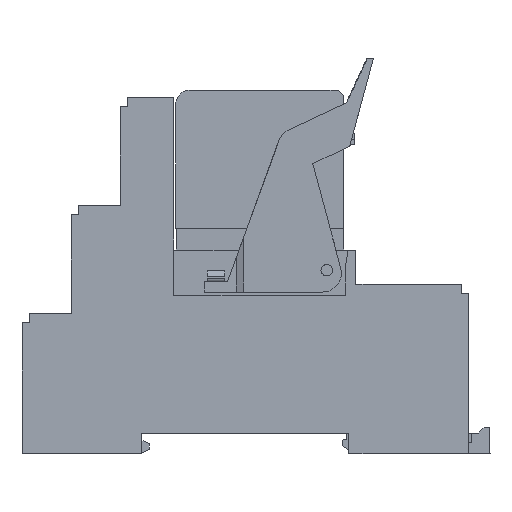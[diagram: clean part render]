
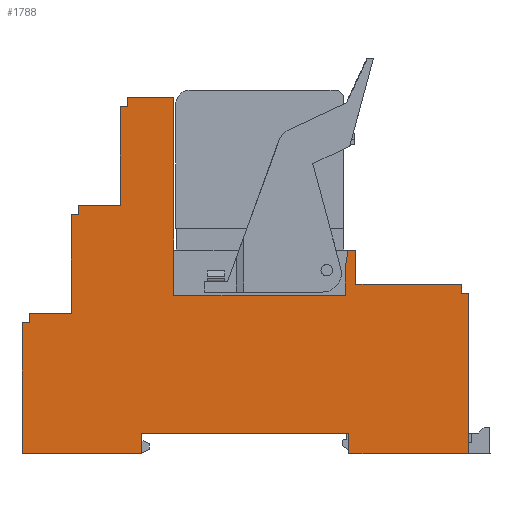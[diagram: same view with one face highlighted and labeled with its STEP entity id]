
A CAD part, left-side view. The second image highlights one B-rep face of the part: STEP entity #1788.
In plain terms, the highlighted planar face has unit normal (-1, 0, 0).
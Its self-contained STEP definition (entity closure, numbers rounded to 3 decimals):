
#1593=AXIS2_PLACEMENT_3D('Plane Axis2P3D',#1590,#1591,#1592) ;
#846=CARTESIAN_POINT('Vertex',(0.,24.322,34.85)) ;
#849=CARTESIAN_POINT('Line Origine',(0.,23.636,34.85)) ;
#853=CARTESIAN_POINT('Vertex',(0.,22.95,34.85)) ;
#1264=CARTESIAN_POINT('Vertex',(0.,54.15,61.)) ;
#1269=CARTESIAN_POINT('Line Origine',(0.,54.15,44.05)) ;
#1273=CARTESIAN_POINT('Vertex',(0.,54.15,27.1)) ;
#1574=CARTESIAN_POINT('Vertex',(0.,24.75,32.)) ;
#1577=CARTESIAN_POINT('Line Origine',(0.,24.536,33.425)) ;
#1590=CARTESIAN_POINT('Axis2P3D Location',(0.,0.,0.)) ;
#1595=CARTESIAN_POINT('Line Origine',(0.,24.15,1.75)) ;
#1599=CARTESIAN_POINT('Vertex',(0.,24.15,3.5)) ;
#1601=CARTESIAN_POINT('Vertex',(0.,24.15,0.)) ;
#1604=CARTESIAN_POINT('Line Origine',(0.,13.95,0.)) ;
#1608=CARTESIAN_POINT('Vertex',(0.,3.75,0.)) ;
#1611=CARTESIAN_POINT('Line Origine',(0.,3.75,13.7)) ;
#1615=CARTESIAN_POINT('Vertex',(0.,3.75,27.4)) ;
#1618=CARTESIAN_POINT('Line Origine',(0.,4.35,27.4)) ;
#1622=CARTESIAN_POINT('Vertex',(0.,4.95,27.4)) ;
#1625=CARTESIAN_POINT('Line Origine',(0.,4.95,28.2)) ;
#1629=CARTESIAN_POINT('Vertex',(0.,4.95,29.)) ;
#1632=CARTESIAN_POINT('Line Origine',(0.,13.95,29.)) ;
#1636=CARTESIAN_POINT('Vertex',(0.,22.95,29.)) ;
#1639=CARTESIAN_POINT('Line Origine',(0.,22.95,31.925)) ;
#1644=CARTESIAN_POINT('Line Origine',(0.,24.75,29.55)) ;
#1648=CARTESIAN_POINT('Vertex',(0.,24.75,27.1)) ;
#1651=CARTESIAN_POINT('Line Origine',(0.,39.45,27.1)) ;
#1656=CARTESIAN_POINT('Line Origine',(0.,58.15,61.)) ;
#1660=CARTESIAN_POINT('Vertex',(0.,62.15,61.)) ;
#1663=CARTESIAN_POINT('Line Origine',(0.,62.15,60.2)) ;
#1667=CARTESIAN_POINT('Vertex',(0.,62.15,59.4)) ;
#1670=CARTESIAN_POINT('Line Origine',(0.,62.75,59.4)) ;
#1674=CARTESIAN_POINT('Vertex',(0.,63.35,59.4)) ;
#1677=CARTESIAN_POINT('Line Origine',(0.,63.35,50.95)) ;
#1681=CARTESIAN_POINT('Vertex',(0.,63.35,42.5)) ;
#1684=CARTESIAN_POINT('Line Origine',(0.,66.95,42.5)) ;
#1688=CARTESIAN_POINT('Vertex',(0.,70.55,42.5)) ;
#1691=CARTESIAN_POINT('Line Origine',(0.,70.55,41.7)) ;
#1695=CARTESIAN_POINT('Vertex',(0.,70.55,40.9)) ;
#1698=CARTESIAN_POINT('Line Origine',(0.,71.15,40.9)) ;
#1702=CARTESIAN_POINT('Vertex',(0.,71.75,40.9)) ;
#1705=CARTESIAN_POINT('Line Origine',(0.,71.75,32.45)) ;
#1709=CARTESIAN_POINT('Vertex',(0.,71.75,24.)) ;
#1712=CARTESIAN_POINT('Line Origine',(0.,75.35,24.)) ;
#1716=CARTESIAN_POINT('Vertex',(0.,78.95,24.)) ;
#1719=CARTESIAN_POINT('Line Origine',(0.,78.95,23.2)) ;
#1723=CARTESIAN_POINT('Vertex',(0.,78.95,22.4)) ;
#1726=CARTESIAN_POINT('Line Origine',(0.,79.55,22.4)) ;
#1730=CARTESIAN_POINT('Vertex',(0.,80.15,22.4)) ;
#1733=CARTESIAN_POINT('Line Origine',(0.,80.15,11.2)) ;
#1737=CARTESIAN_POINT('Vertex',(0.,80.15,0.)) ;
#1740=CARTESIAN_POINT('Line Origine',(0.,69.95,0.)) ;
#1744=CARTESIAN_POINT('Vertex',(0.,59.75,0.)) ;
#1747=CARTESIAN_POINT('Line Origine',(0.,59.75,1.75)) ;
#1751=CARTESIAN_POINT('Vertex',(0.,59.75,3.5)) ;
#1754=CARTESIAN_POINT('Line Origine',(0.,41.95,3.5)) ;
#850=DIRECTION('Vector Direction',(0.,-1.,0.)) ;
#1270=DIRECTION('Vector Direction',(0.,0.,-1.)) ;
#1578=DIRECTION('Vector Direction',(0.,-0.148,0.989)) ;
#1591=DIRECTION('Axis2P3D Direction',(-1.,0.,0.)) ;
#1592=DIRECTION('Axis2P3D XDirection',(0.,-1.,0.)) ;
#1596=DIRECTION('Vector Direction',(0.,0.,1.)) ;
#1605=DIRECTION('Vector Direction',(0.,1.,0.)) ;
#1612=DIRECTION('Vector Direction',(0.,0.,-1.)) ;
#1619=DIRECTION('Vector Direction',(0.,-1.,0.)) ;
#1626=DIRECTION('Vector Direction',(0.,0.,-1.)) ;
#1633=DIRECTION('Vector Direction',(0.,-1.,0.)) ;
#1640=DIRECTION('Vector Direction',(0.,0.,-1.)) ;
#1645=DIRECTION('Vector Direction',(0.,0.,1.)) ;
#1652=DIRECTION('Vector Direction',(0.,-1.,0.)) ;
#1657=DIRECTION('Vector Direction',(0.,-1.,0.)) ;
#1664=DIRECTION('Vector Direction',(0.,0.,1.)) ;
#1671=DIRECTION('Vector Direction',(0.,-1.,0.)) ;
#1678=DIRECTION('Vector Direction',(0.,0.,1.)) ;
#1685=DIRECTION('Vector Direction',(0.,-1.,0.)) ;
#1692=DIRECTION('Vector Direction',(0.,0.,1.)) ;
#1699=DIRECTION('Vector Direction',(0.,-1.,0.)) ;
#1706=DIRECTION('Vector Direction',(0.,0.,1.)) ;
#1713=DIRECTION('Vector Direction',(0.,-1.,0.)) ;
#1720=DIRECTION('Vector Direction',(0.,0.,1.)) ;
#1727=DIRECTION('Vector Direction',(0.,-1.,0.)) ;
#1734=DIRECTION('Vector Direction',(0.,0.,1.)) ;
#1741=DIRECTION('Vector Direction',(0.,1.,0.)) ;
#1748=DIRECTION('Vector Direction',(0.,0.,-1.)) ;
#1755=DIRECTION('Vector Direction',(0.,1.,0.)) ;
#851=VECTOR('Line Direction',#850,1.) ;
#1271=VECTOR('Line Direction',#1270,1.) ;
#1579=VECTOR('Line Direction',#1578,1.) ;
#1597=VECTOR('Line Direction',#1596,1.) ;
#1606=VECTOR('Line Direction',#1605,1.) ;
#1613=VECTOR('Line Direction',#1612,1.) ;
#1620=VECTOR('Line Direction',#1619,1.) ;
#1627=VECTOR('Line Direction',#1626,1.) ;
#1634=VECTOR('Line Direction',#1633,1.) ;
#1641=VECTOR('Line Direction',#1640,1.) ;
#1646=VECTOR('Line Direction',#1645,1.) ;
#1653=VECTOR('Line Direction',#1652,1.) ;
#1658=VECTOR('Line Direction',#1657,1.) ;
#1665=VECTOR('Line Direction',#1664,1.) ;
#1672=VECTOR('Line Direction',#1671,1.) ;
#1679=VECTOR('Line Direction',#1678,1.) ;
#1686=VECTOR('Line Direction',#1685,1.) ;
#1693=VECTOR('Line Direction',#1692,1.) ;
#1700=VECTOR('Line Direction',#1699,1.) ;
#1707=VECTOR('Line Direction',#1706,1.) ;
#1714=VECTOR('Line Direction',#1713,1.) ;
#1721=VECTOR('Line Direction',#1720,1.) ;
#1728=VECTOR('Line Direction',#1727,1.) ;
#1735=VECTOR('Line Direction',#1734,1.) ;
#1742=VECTOR('Line Direction',#1741,1.) ;
#1749=VECTOR('Line Direction',#1748,1.) ;
#1756=VECTOR('Line Direction',#1755,1.) ;
#1760=ORIENTED_EDGE('',*,*,#1603,.T.) ;
#1761=ORIENTED_EDGE('',*,*,#1610,.T.) ;
#1762=ORIENTED_EDGE('',*,*,#1617,.T.) ;
#1763=ORIENTED_EDGE('',*,*,#1624,.T.) ;
#1764=ORIENTED_EDGE('',*,*,#1631,.T.) ;
#1765=ORIENTED_EDGE('',*,*,#1638,.T.) ;
#1766=ORIENTED_EDGE('',*,*,#1643,.T.) ;
#1767=ORIENTED_EDGE('',*,*,#855,.T.) ;
#1768=ORIENTED_EDGE('',*,*,#1581,.T.) ;
#1769=ORIENTED_EDGE('',*,*,#1650,.T.) ;
#1770=ORIENTED_EDGE('',*,*,#1655,.T.) ;
#1771=ORIENTED_EDGE('',*,*,#1275,.T.) ;
#1772=ORIENTED_EDGE('',*,*,#1662,.T.) ;
#1773=ORIENTED_EDGE('',*,*,#1669,.T.) ;
#1774=ORIENTED_EDGE('',*,*,#1676,.T.) ;
#1775=ORIENTED_EDGE('',*,*,#1683,.T.) ;
#1776=ORIENTED_EDGE('',*,*,#1690,.T.) ;
#1777=ORIENTED_EDGE('',*,*,#1697,.T.) ;
#1778=ORIENTED_EDGE('',*,*,#1704,.T.) ;
#1779=ORIENTED_EDGE('',*,*,#1711,.T.) ;
#1780=ORIENTED_EDGE('',*,*,#1718,.T.) ;
#1781=ORIENTED_EDGE('',*,*,#1725,.T.) ;
#1782=ORIENTED_EDGE('',*,*,#1732,.T.) ;
#1783=ORIENTED_EDGE('',*,*,#1739,.T.) ;
#1784=ORIENTED_EDGE('',*,*,#1746,.T.) ;
#1785=ORIENTED_EDGE('',*,*,#1753,.T.) ;
#1786=ORIENTED_EDGE('',*,*,#1758,.T.) ;
#1788=ADVANCED_FACE('DRIKIT',(#1787),#1594,.T.) ;
#855=EDGE_CURVE('',#854,#847,#852,.F.) ;
#1275=EDGE_CURVE('',#1274,#1265,#1272,.F.) ;
#1581=EDGE_CURVE('',#847,#1575,#1580,.F.) ;
#1603=EDGE_CURVE('',#1600,#1602,#1598,.F.) ;
#1610=EDGE_CURVE('',#1602,#1609,#1607,.F.) ;
#1617=EDGE_CURVE('',#1609,#1616,#1614,.F.) ;
#1624=EDGE_CURVE('',#1616,#1623,#1621,.F.) ;
#1631=EDGE_CURVE('',#1623,#1630,#1628,.F.) ;
#1638=EDGE_CURVE('',#1630,#1637,#1635,.F.) ;
#1643=EDGE_CURVE('',#1637,#854,#1642,.F.) ;
#1650=EDGE_CURVE('',#1575,#1649,#1647,.F.) ;
#1655=EDGE_CURVE('',#1649,#1274,#1654,.F.) ;
#1662=EDGE_CURVE('',#1265,#1661,#1659,.F.) ;
#1669=EDGE_CURVE('',#1661,#1668,#1666,.F.) ;
#1676=EDGE_CURVE('',#1668,#1675,#1673,.F.) ;
#1683=EDGE_CURVE('',#1675,#1682,#1680,.F.) ;
#1690=EDGE_CURVE('',#1682,#1689,#1687,.F.) ;
#1697=EDGE_CURVE('',#1689,#1696,#1694,.F.) ;
#1704=EDGE_CURVE('',#1696,#1703,#1701,.F.) ;
#1711=EDGE_CURVE('',#1703,#1710,#1708,.F.) ;
#1718=EDGE_CURVE('',#1710,#1717,#1715,.F.) ;
#1725=EDGE_CURVE('',#1717,#1724,#1722,.F.) ;
#1732=EDGE_CURVE('',#1724,#1731,#1729,.F.) ;
#1739=EDGE_CURVE('',#1731,#1738,#1736,.F.) ;
#1746=EDGE_CURVE('',#1738,#1745,#1743,.F.) ;
#1753=EDGE_CURVE('',#1745,#1752,#1750,.F.) ;
#1758=EDGE_CURVE('',#1752,#1600,#1757,.F.) ;
#1759=EDGE_LOOP('',(#1760,#1761,#1762,#1763,#1764,#1765,#1766,#1767,#1768,#1769,#1770,#1771,#1772,#1773,#1774,#1775,#1776,#1777,#1778,#1779,#1780,#1781,#1782,#1783,#1784,#1785,#1786)) ;
#1787=FACE_OUTER_BOUND('',#1759,.T.) ;
#852=LINE('Line',#849,#851) ;
#1272=LINE('Line',#1269,#1271) ;
#1580=LINE('Line',#1577,#1579) ;
#1598=LINE('Line',#1595,#1597) ;
#1607=LINE('Line',#1604,#1606) ;
#1614=LINE('Line',#1611,#1613) ;
#1621=LINE('Line',#1618,#1620) ;
#1628=LINE('Line',#1625,#1627) ;
#1635=LINE('Line',#1632,#1634) ;
#1642=LINE('Line',#1639,#1641) ;
#1647=LINE('Line',#1644,#1646) ;
#1654=LINE('Line',#1651,#1653) ;
#1659=LINE('Line',#1656,#1658) ;
#1666=LINE('Line',#1663,#1665) ;
#1673=LINE('Line',#1670,#1672) ;
#1680=LINE('Line',#1677,#1679) ;
#1687=LINE('Line',#1684,#1686) ;
#1694=LINE('Line',#1691,#1693) ;
#1701=LINE('Line',#1698,#1700) ;
#1708=LINE('Line',#1705,#1707) ;
#1715=LINE('Line',#1712,#1714) ;
#1722=LINE('Line',#1719,#1721) ;
#1729=LINE('Line',#1726,#1728) ;
#1736=LINE('Line',#1733,#1735) ;
#1743=LINE('Line',#1740,#1742) ;
#1750=LINE('Line',#1747,#1749) ;
#1757=LINE('Line',#1754,#1756) ;
#1594=PLANE('',#1593) ;
#847=VERTEX_POINT('',#846) ;
#854=VERTEX_POINT('',#853) ;
#1265=VERTEX_POINT('',#1264) ;
#1274=VERTEX_POINT('',#1273) ;
#1575=VERTEX_POINT('',#1574) ;
#1600=VERTEX_POINT('',#1599) ;
#1602=VERTEX_POINT('',#1601) ;
#1609=VERTEX_POINT('',#1608) ;
#1616=VERTEX_POINT('',#1615) ;
#1623=VERTEX_POINT('',#1622) ;
#1630=VERTEX_POINT('',#1629) ;
#1637=VERTEX_POINT('',#1636) ;
#1649=VERTEX_POINT('',#1648) ;
#1661=VERTEX_POINT('',#1660) ;
#1668=VERTEX_POINT('',#1667) ;
#1675=VERTEX_POINT('',#1674) ;
#1682=VERTEX_POINT('',#1681) ;
#1689=VERTEX_POINT('',#1688) ;
#1696=VERTEX_POINT('',#1695) ;
#1703=VERTEX_POINT('',#1702) ;
#1710=VERTEX_POINT('',#1709) ;
#1717=VERTEX_POINT('',#1716) ;
#1724=VERTEX_POINT('',#1723) ;
#1731=VERTEX_POINT('',#1730) ;
#1738=VERTEX_POINT('',#1737) ;
#1745=VERTEX_POINT('',#1744) ;
#1752=VERTEX_POINT('',#1751) ;
